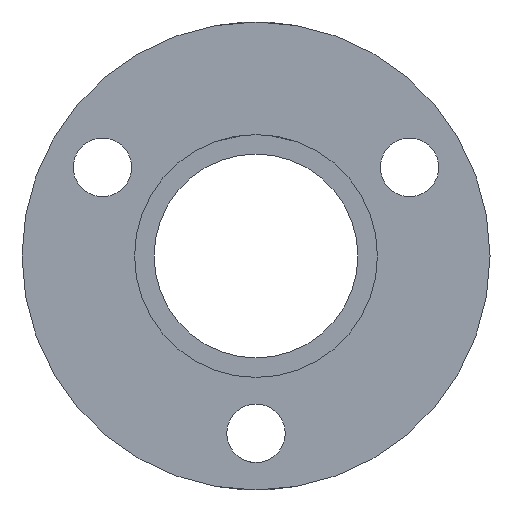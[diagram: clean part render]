
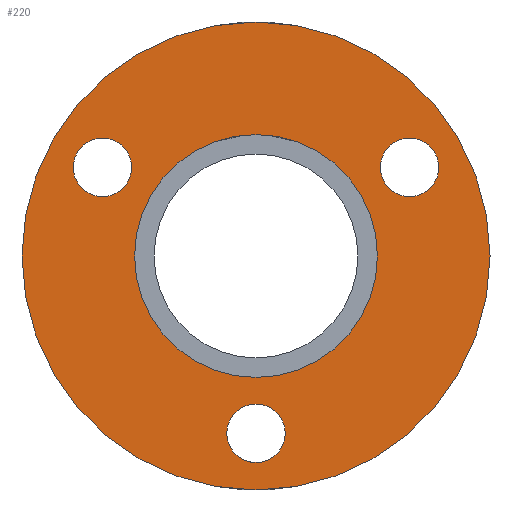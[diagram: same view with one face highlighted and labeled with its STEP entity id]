
A CAD part, front view. The second image highlights one B-rep face of the part: STEP entity #220.
In plain terms, the highlighted planar face has unit normal (0, -1, 0).
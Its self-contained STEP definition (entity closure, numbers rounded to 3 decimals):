
#23=FACE_BOUND('',#73,.T.);
#24=FACE_BOUND('',#74,.T.);
#25=FACE_BOUND('',#75,.T.);
#26=FACE_BOUND('',#76,.T.);
#29=PLANE('',#257);
#33=CIRCLE('',#242,3.3);
#35=CIRCLE('',#245,3.3);
#37=CIRCLE('',#248,3.3);
#40=CIRCLE('',#254,26.4);
#41=CIRCLE('',#256,13.7);
#52=FACE_OUTER_BOUND('',#72,.T.);
#72=EDGE_LOOP('',(#190));
#73=EDGE_LOOP('',(#191));
#74=EDGE_LOOP('',(#192));
#75=EDGE_LOOP('',(#193));
#76=EDGE_LOOP('',(#194));
#105=VERTEX_POINT('',#401);
#107=VERTEX_POINT('',#407);
#109=VERTEX_POINT('',#413);
#115=VERTEX_POINT('',#497);
#116=VERTEX_POINT('',#501);
#125=EDGE_CURVE('',#105,#105,#33,.T.);
#128=EDGE_CURVE('',#107,#107,#35,.T.);
#131=EDGE_CURVE('',#109,#109,#37,.T.);
#139=EDGE_CURVE('',#115,#115,#40,.T.);
#141=EDGE_CURVE('',#116,#116,#41,.F.);
#190=ORIENTED_EDGE('',*,*,#139,.T.);
#191=ORIENTED_EDGE('',*,*,#125,.F.);
#192=ORIENTED_EDGE('',*,*,#128,.F.);
#193=ORIENTED_EDGE('',*,*,#131,.F.);
#194=ORIENTED_EDGE('',*,*,#141,.F.);
#220=ADVANCED_FACE('',(#52,#23,#24,#25,#26),#29,.T.);
#242=AXIS2_PLACEMENT_3D('',#402,#276,#277);
#245=AXIS2_PLACEMENT_3D('',#408,#283,#284);
#248=AXIS2_PLACEMENT_3D('',#414,#290,#291);
#254=AXIS2_PLACEMENT_3D('',#498,#304,#305);
#256=AXIS2_PLACEMENT_3D('',#502,#309,#310);
#257=AXIS2_PLACEMENT_3D('',#504,#312,#313);
#276=DIRECTION('center_axis',(0.,-1.,0.));
#277=DIRECTION('ref_axis',(-1.,0.,0.));
#283=DIRECTION('center_axis',(0.,-1.,0.));
#284=DIRECTION('ref_axis',(-1.,0.,0.));
#290=DIRECTION('center_axis',(0.,-1.,0.));
#291=DIRECTION('ref_axis',(-1.,0.,0.));
#304=DIRECTION('center_axis',(0.,-1.,0.));
#305=DIRECTION('ref_axis',(1.,0.,0.));
#309=DIRECTION('center_axis',(0.,1.,0.));
#310=DIRECTION('ref_axis',(1.,0.,0.));
#312=DIRECTION('center_axis',(0.,-1.,0.));
#313=DIRECTION('ref_axis',(0.,0.,-1.));
#401=CARTESIAN_POINT('',(-1736.7,1657.5,40.));
#402=CARTESIAN_POINT('Origin',(-1740.,1657.5,40.));
#407=CARTESIAN_POINT('',(-1719.379,1657.5,70.));
#408=CARTESIAN_POINT('Origin',(-1722.679,1657.5,70.));
#413=CARTESIAN_POINT('',(-1754.021,1657.5,70.));
#414=CARTESIAN_POINT('Origin',(-1757.321,1657.5,70.));
#497=CARTESIAN_POINT('',(-1766.4,1657.5,60.));
#498=CARTESIAN_POINT('Origin',(-1740.,1657.5,60.));
#501=CARTESIAN_POINT('',(-1753.7,1657.5,60.));
#502=CARTESIAN_POINT('Origin',(-1740.,1657.5,60.));
#504=CARTESIAN_POINT('Origin',(-1740.,1657.5,60.));
